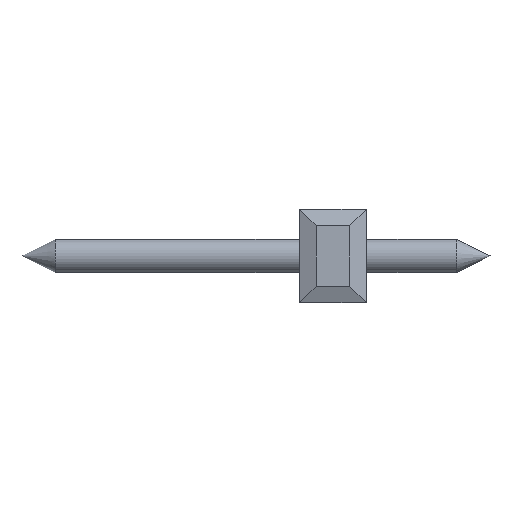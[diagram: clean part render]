
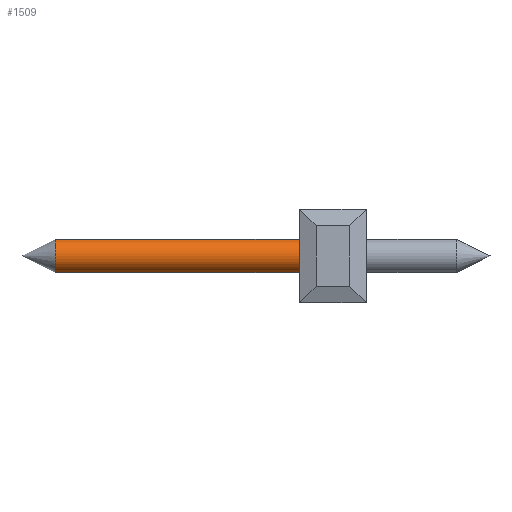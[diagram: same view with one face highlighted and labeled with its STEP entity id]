
A CAD part, left-side view. The second image highlights one B-rep face of the part: STEP entity #1509.
In plain terms, the highlighted cylindrical face has radius 0.5 mm (diameter 1 mm), a full revolution.
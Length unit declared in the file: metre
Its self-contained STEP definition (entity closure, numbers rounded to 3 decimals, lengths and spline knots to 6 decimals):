
#1509=ADVANCED_FACE('',(#3102,#3103),#3104,.T.);
#3102=FACE_OUTER_BOUND('',#4705,.T.);
#3103=FACE_OUTER_BOUND('',#4706,.T.);
#3104=CYLINDRICAL_SURFACE('',#4707,0.0005);
#4705=EDGE_LOOP('',(#8938));
#4706=EDGE_LOOP('',(#8939));
#4707=AXIS2_PLACEMENT_3D('',#8940,#8941,#8942);
#8938=ORIENTED_EDGE('',*,*,#9657,.F.);
#8939=ORIENTED_EDGE('',*,*,#10275,.T.);
#8940=CARTESIAN_POINT('',(0.154185,0.131078,0.0913));
#8941=DIRECTION('',(0.,-1.0,0.0));
#8942=DIRECTION('',(1.0,0.,0.0));
#9657=EDGE_CURVE('',#11630,#11630,#11631,.F.);
#10275=EDGE_CURVE('',#12546,#12546,#12547,.F.);
#11630=VERTEX_POINT('',#14372);
#11631=CIRCLE('',#14373,0.0005);
#12546=VERTEX_POINT('',#15747);
#12547=CIRCLE('',#15748,0.0005);
#14372=CARTESIAN_POINT('',(0.153685,0.122578,0.0913));
#14373=AXIS2_PLACEMENT_3D('',#16819,#16820,#16821);
#15747=CARTESIAN_POINT('',(0.153685,0.130078,0.0913));
#15748=AXIS2_PLACEMENT_3D('',#17287,#17288,#17289);
#16819=CARTESIAN_POINT('',(0.154185,0.122578,0.0913));
#16820=DIRECTION('',(0.,1.0,0.));
#16821=DIRECTION('',(-1.0,0.,0.));
#17287=CARTESIAN_POINT('',(0.154185,0.130078,0.0913));
#17288=DIRECTION('',(0.,1.0,-0.0));
#17289=DIRECTION('',(-1.0,0.,0.0));
